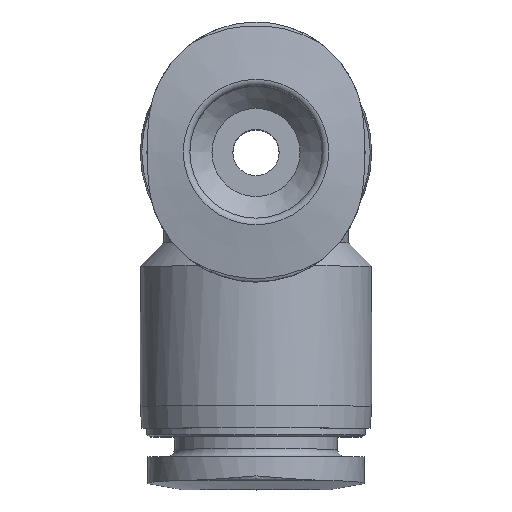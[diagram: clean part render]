
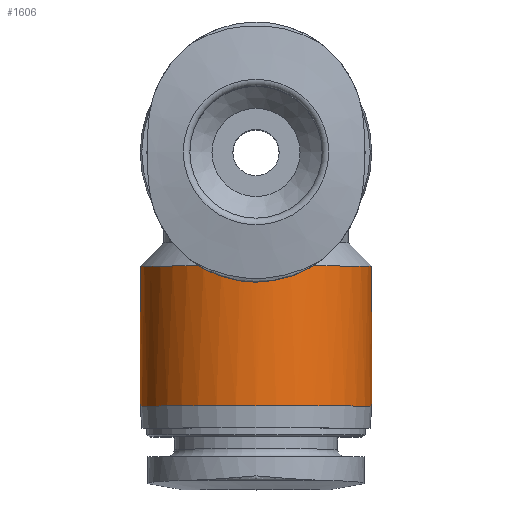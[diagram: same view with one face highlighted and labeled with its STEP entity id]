
A CAD part, top view. The second image highlights one B-rep face of the part: STEP entity #1606.
In plain terms, the highlighted cylindrical face has radius 5.25 mm (diameter 10.5 mm), a full revolution.
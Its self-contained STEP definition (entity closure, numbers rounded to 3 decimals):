
#117=CYLINDRICAL_SURFACE('',#1719,5.25);
#141=CIRCLE('',#1687,5.25);
#156=CIRCLE('',#1720,5.25);
#271=ORIENTED_EDGE('',*,*,#537,.F.);
#272=ORIENTED_EDGE('',*,*,#510,.T.);
#273=ORIENTED_EDGE('',*,*,#527,.T.);
#274=ORIENTED_EDGE('',*,*,#525,.T.);
#510=EDGE_CURVE('',#650,#649,#141,.T.);
#525=EDGE_CURVE('',#662,#650,#752,.T.);
#527=EDGE_CURVE('',#649,#662,#753,.T.);
#537=EDGE_CURVE('',#670,#670,#156,.T.);
#649=VERTEX_POINT('',#2247);
#650=VERTEX_POINT('',#2249);
#662=VERTEX_POINT('',#2295);
#670=VERTEX_POINT('',#2328);
#752=B_SPLINE_CURVE_WITH_KNOTS('',3,(#2291,#2292,#2293,#2294),
 .UNSPECIFIED.,.F.,.F.,(4,4),(0.001,0.001),
 .UNSPECIFIED.);
#753=B_SPLINE_CURVE_WITH_KNOTS('',3,(#2297,#2298,#2299,#2300),
 .UNSPECIFIED.,.F.,.F.,(4,4),(0.,0.001),
 .UNSPECIFIED.);
#818=EDGE_LOOP('',(#271));
#819=EDGE_LOOP('',(#272,#273,#274));
#939=FACE_BOUND('',#818,.T.);
#940=FACE_BOUND('',#819,.T.);
#1606=ADVANCED_FACE('',(#939,#940),#117,.T.);
#1687=AXIS2_PLACEMENT_3D('',#2248,#1856,#1857);
#1719=AXIS2_PLACEMENT_3D('',#2326,#1922,#1923);
#1720=AXIS2_PLACEMENT_3D('',#2327,#1924,#1925);
#1856=DIRECTION('',(0.,-1.,0.));
#1857=DIRECTION('',(0.,0.,-1.));
#1922=DIRECTION('',(0.,-1.,0.));
#1923=DIRECTION('',(0.,0.,-1.));
#1924=DIRECTION('',(0.,-1.,0.));
#1925=DIRECTION('',(0.,0.,-1.));
#2247=CARTESIAN_POINT('',(0.721,-5.15,5.2));
#2248=CARTESIAN_POINT('',(0.,-5.15,0.));
#2249=CARTESIAN_POINT('',(-0.721,-5.15,5.2));
#2291=CARTESIAN_POINT('',(0.,-5.25,5.25));
#2292=CARTESIAN_POINT('',(-0.245,-5.25,5.25));
#2293=CARTESIAN_POINT('',(-0.487,-5.216,5.233));
#2294=CARTESIAN_POINT('',(-0.721,-5.15,5.2));
#2295=CARTESIAN_POINT('',(0.,-5.25,5.25));
#2297=CARTESIAN_POINT('',(0.721,-5.15,5.2));
#2298=CARTESIAN_POINT('',(0.486,-5.216,5.233));
#2299=CARTESIAN_POINT('',(0.246,-5.25,5.25));
#2300=CARTESIAN_POINT('',(0.,-5.25,5.25));
#2326=CARTESIAN_POINT('',(0.,-15.3,0.));
#2327=CARTESIAN_POINT('',(0.,-11.5,0.));
#2328=CARTESIAN_POINT('',(0.,-11.5,-5.25));
